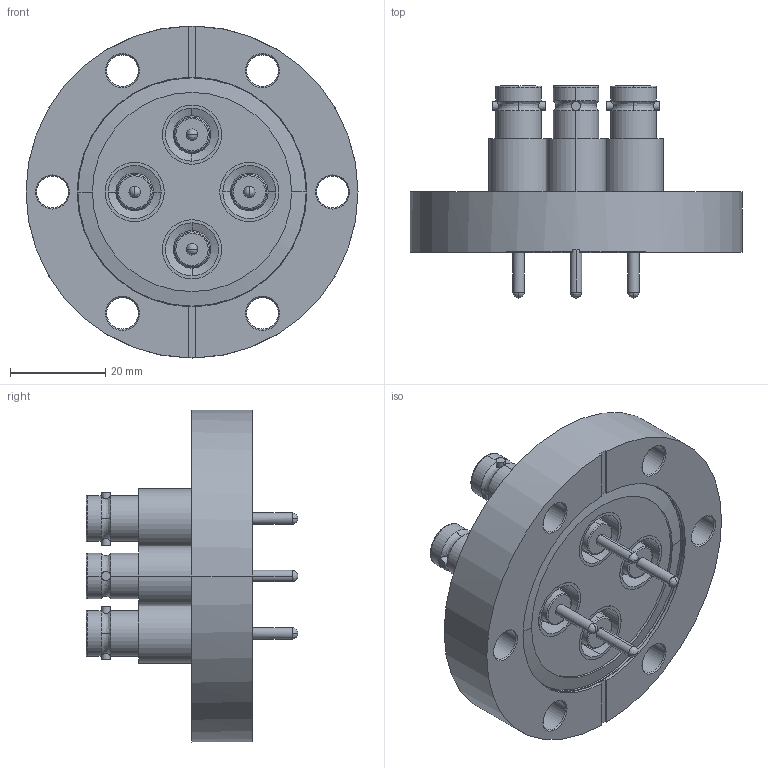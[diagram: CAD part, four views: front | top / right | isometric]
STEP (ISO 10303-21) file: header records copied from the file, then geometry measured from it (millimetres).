
FILE_DESCRIPTION (( 'STEP AP203' ), '1' );
FILE_NAME ('A0295-1-CF.STEP', '2011-10-04T18:12:11', ( '' ), ( '' ), 'SwSTEP 2.0', 'SolidWorks 2011', '' );
FILE_SCHEMA (( 'CONFIG_CONTROL_DESIGN' ));
Length unit declared in the file: inch
Products named in the file (1): A0295-1-CF
Bounding box: 69.85 x 44.6 x 69.85 mm (x, y, z)
Volume: 46545.1 mm3; surface area: 24528 mm2
Topology: 1 solids, 1 shells, 477 faces, 1098 edges, 680 vertices
Faces by surface type: cylinder 228, plane 103, cone 82, bspline 64
Entity records: 15107 total; most frequent: CARTESIAN_POINT 4064, DIRECTION 2514, ORIENTED_EDGE 2164, EDGE_CURVE 1082, AXIS2_PLACEMENT_3D 1066, VERTEX_POINT 680, CIRCLE 652, EDGE_LOOP 562
